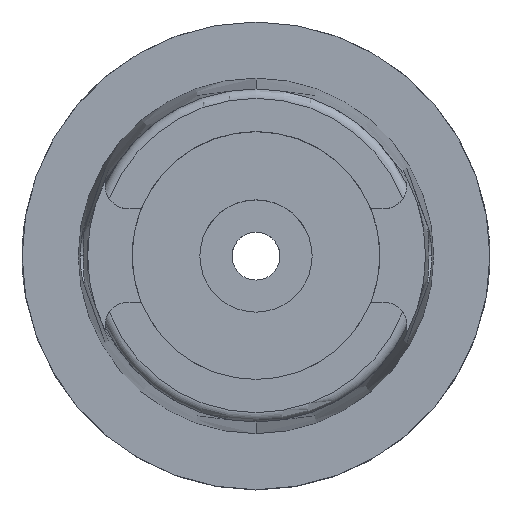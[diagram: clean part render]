
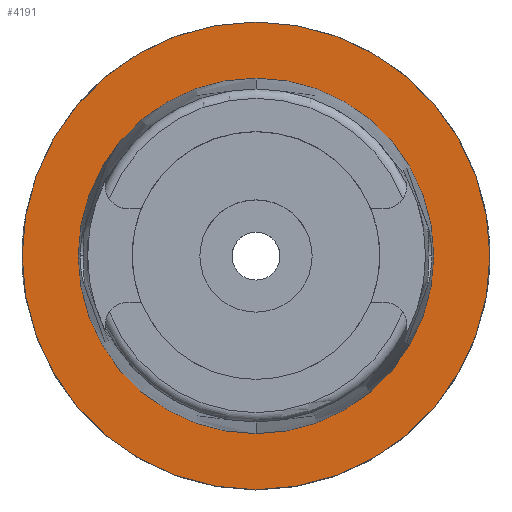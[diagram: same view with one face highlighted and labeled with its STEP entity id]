
A CAD part, top view. The second image highlights one B-rep face of the part: STEP entity #4191.
In plain terms, the highlighted planar face has unit normal (0, 0, 1).
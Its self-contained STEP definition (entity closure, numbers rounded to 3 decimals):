
#2064=CARTESIAN_POINT('',(0.,0.,0.));
#2065=DIRECTION('',(0.,0.,-1.));
#2066=DIRECTION('',(0.,-1.,0.));
#2067=AXIS2_PLACEMENT_3D('',#2064,#2065,#2066);
#2072=CARTESIAN_POINT('',(0.,0.,0.));
#2073=DIRECTION('',(0.,0.,-1.));
#2074=DIRECTION('',(0.,1.,0.));
#2075=AXIS2_PLACEMENT_3D('',#2072,#2073,#2074);
#2080=CARTESIAN_POINT('',(0.,0.,0.));
#2081=DIRECTION('',(0.,0.,1.));
#2082=DIRECTION('',(0.,-1.,0.));
#2083=AXIS2_PLACEMENT_3D('',#2080,#2081,#2082);
#2088=CARTESIAN_POINT('',(0.,0.,0.));
#2089=DIRECTION('',(0.,0.,1.));
#2090=DIRECTION('',(0.,1.,0.));
#2091=AXIS2_PLACEMENT_3D('',#2088,#2089,#2090);
#2388=CARTESIAN_POINT('',(0.,-38.,0.));
#2389=VERTEX_POINT('',#2388);
#2390=CARTESIAN_POINT('',(0.,38.,0.));
#2391=VERTEX_POINT('',#2390);
#2645=CARTESIAN_POINT('',(0.,50.,0.));
#2646=VERTEX_POINT('',#2645);
#2647=CARTESIAN_POINT('',(0.,-50.,0.));
#2648=VERTEX_POINT('',#2647);
#4178=CARTESIAN_POINT('',(0.,0.,0.));
#4179=DIRECTION('',(0.,0.,1.));
#4180=DIRECTION('',(0.,1.,0.));
#4181=AXIS2_PLACEMENT_3D('',#4178,#4179,#4180);
#4182=PLANE('',#4181);
#4183=ORIENTED_EDGE('',*,*,#3943,.T.);
#4184=ORIENTED_EDGE('',*,*,#4052,.T.);
#4185=EDGE_LOOP('',(#4183,#4184));
#4186=FACE_OUTER_BOUND('',#4185,.F.);
#4187=ORIENTED_EDGE('',*,*,#2883,.T.);
#4188=ORIENTED_EDGE('',*,*,#2854,.T.);
#4189=EDGE_LOOP('',(#4187,#4188));
#4190=FACE_BOUND('',#4189,.F.);
#2068=CIRCLE('',#2067,50.);
#2076=CIRCLE('',#2075,50.);
#2084=CIRCLE('',#2083,38.);
#2092=CIRCLE('',#2091,38.);
#2854=EDGE_CURVE('',#2391,#2389,#2092,.T.);
#2883=EDGE_CURVE('',#2389,#2391,#2084,.T.);
#3943=EDGE_CURVE('',#2648,#2646,#2068,.T.);
#4052=EDGE_CURVE('',#2646,#2648,#2076,.T.);
#4191=ADVANCED_FACE('',(#4186,#4190),#4182,.T.);
